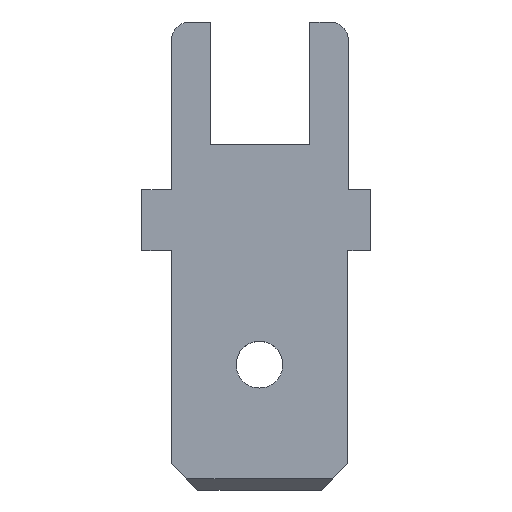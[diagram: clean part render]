
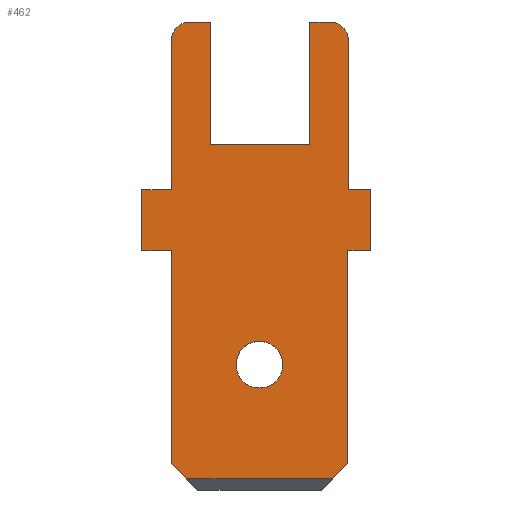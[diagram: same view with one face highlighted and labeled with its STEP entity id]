
A CAD part, top view. The second image highlights one B-rep face of the part: STEP entity #462.
In plain terms, the highlighted planar face has unit normal (0, 0, 1).
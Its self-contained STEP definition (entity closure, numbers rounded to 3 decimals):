
#18=FACE_BOUND('',#54,.T.);
#20=CIRCLE('',#501,0.65);
#21=CIRCLE('',#502,0.65);
#22=CIRCLE('',#503,0.85);
#29=FACE_OUTER_BOUND('',#53,.T.);
#53=EDGE_LOOP('',(#319,#320,#321,#322,#323,#324,#325,#326,#327,#328,#329,
#330,#331,#332,#333,#334,#335,#336,#337,#338));
#54=EDGE_LOOP('',(#339));
#81=LINE('',#663,#141);
#85=LINE('',#670,#145);
#86=LINE('',#673,#146);
#87=LINE('',#675,#147);
#88=LINE('',#677,#148);
#89=LINE('',#679,#149);
#90=LINE('',#681,#150);
#91=LINE('',#683,#151);
#92=LINE('',#687,#152);
#93=LINE('',#689,#153);
#94=LINE('',#691,#154);
#95=LINE('',#693,#155);
#96=LINE('',#695,#156);
#97=LINE('',#699,#157);
#98=LINE('',#701,#158);
#99=LINE('',#703,#159);
#100=LINE('',#705,#160);
#101=LINE('',#706,#161);
#141=VECTOR('',#538,10.);
#145=VECTOR('',#544,10.);
#146=VECTOR('',#547,10.);
#147=VECTOR('',#548,10.);
#148=VECTOR('',#549,10.);
#149=VECTOR('',#550,10.);
#150=VECTOR('',#551,10.);
#151=VECTOR('',#552,10.);
#152=VECTOR('',#555,10.);
#153=VECTOR('',#556,10.);
#154=VECTOR('',#557,10.);
#155=VECTOR('',#558,10.);
#156=VECTOR('',#559,10.);
#157=VECTOR('',#562,10.);
#158=VECTOR('',#563,10.);
#159=VECTOR('',#564,10.);
#160=VECTOR('',#565,10.);
#161=VECTOR('',#566,10.);
#200=VERTEX_POINT('',#660);
#201=VERTEX_POINT('',#662);
#203=VERTEX_POINT('',#668);
#204=VERTEX_POINT('',#672);
#205=VERTEX_POINT('',#674);
#206=VERTEX_POINT('',#676);
#207=VERTEX_POINT('',#678);
#208=VERTEX_POINT('',#680);
#209=VERTEX_POINT('',#682);
#210=VERTEX_POINT('',#684);
#211=VERTEX_POINT('',#686);
#212=VERTEX_POINT('',#688);
#213=VERTEX_POINT('',#690);
#214=VERTEX_POINT('',#692);
#215=VERTEX_POINT('',#694);
#216=VERTEX_POINT('',#696);
#217=VERTEX_POINT('',#698);
#218=VERTEX_POINT('',#700);
#219=VERTEX_POINT('',#702);
#220=VERTEX_POINT('',#704);
#221=VERTEX_POINT('',#707);
#245=EDGE_CURVE('',#201,#200,#81,.T.);
#249=EDGE_CURVE('',#203,#200,#85,.T.);
#250=EDGE_CURVE('',#203,#204,#86,.T.);
#251=EDGE_CURVE('',#204,#205,#87,.T.);
#252=EDGE_CURVE('',#205,#206,#88,.T.);
#253=EDGE_CURVE('',#206,#207,#89,.T.);
#254=EDGE_CURVE('',#207,#208,#90,.T.);
#255=EDGE_CURVE('',#208,#209,#91,.T.);
#256=EDGE_CURVE('',#209,#210,#20,.T.);
#257=EDGE_CURVE('',#210,#211,#92,.T.);
#258=EDGE_CURVE('',#211,#212,#93,.T.);
#259=EDGE_CURVE('',#212,#213,#94,.T.);
#260=EDGE_CURVE('',#213,#214,#95,.T.);
#261=EDGE_CURVE('',#214,#215,#96,.T.);
#262=EDGE_CURVE('',#215,#216,#21,.T.);
#263=EDGE_CURVE('',#216,#217,#97,.T.);
#264=EDGE_CURVE('',#217,#218,#98,.T.);
#265=EDGE_CURVE('',#218,#219,#99,.T.);
#266=EDGE_CURVE('',#219,#220,#100,.T.);
#267=EDGE_CURVE('',#220,#201,#101,.T.);
#268=EDGE_CURVE('',#221,#221,#22,.T.);
#319=ORIENTED_EDGE('',*,*,#249,.F.);
#320=ORIENTED_EDGE('',*,*,#250,.T.);
#321=ORIENTED_EDGE('',*,*,#251,.T.);
#322=ORIENTED_EDGE('',*,*,#252,.T.);
#323=ORIENTED_EDGE('',*,*,#253,.T.);
#324=ORIENTED_EDGE('',*,*,#254,.T.);
#325=ORIENTED_EDGE('',*,*,#255,.T.);
#326=ORIENTED_EDGE('',*,*,#256,.T.);
#327=ORIENTED_EDGE('',*,*,#257,.T.);
#328=ORIENTED_EDGE('',*,*,#258,.T.);
#329=ORIENTED_EDGE('',*,*,#259,.T.);
#330=ORIENTED_EDGE('',*,*,#260,.T.);
#331=ORIENTED_EDGE('',*,*,#261,.T.);
#332=ORIENTED_EDGE('',*,*,#262,.T.);
#333=ORIENTED_EDGE('',*,*,#263,.T.);
#334=ORIENTED_EDGE('',*,*,#264,.T.);
#335=ORIENTED_EDGE('',*,*,#265,.T.);
#336=ORIENTED_EDGE('',*,*,#266,.T.);
#337=ORIENTED_EDGE('',*,*,#267,.T.);
#338=ORIENTED_EDGE('',*,*,#245,.T.);
#339=ORIENTED_EDGE('',*,*,#268,.T.);
#441=PLANE('',#500);
#462=ADVANCED_FACE('',(#29,#18),#441,.T.);
#500=AXIS2_PLACEMENT_3D('',#671,#545,#546);
#501=AXIS2_PLACEMENT_3D('',#685,#553,#554);
#502=AXIS2_PLACEMENT_3D('',#697,#560,#561);
#503=AXIS2_PLACEMENT_3D('',#708,#567,#568);
#538=DIRECTION('',(0.707,-0.707,0.));
#544=DIRECTION('',(-1.,0.,0.));
#545=DIRECTION('center_axis',(0.,0.,1.));
#546=DIRECTION('ref_axis',(1.,0.,0.));
#547=DIRECTION('',(0.707,0.707,0.));
#548=DIRECTION('',(0.,1.,0.));
#549=DIRECTION('',(1.,0.,0.));
#550=DIRECTION('',(0.,1.,0.));
#551=DIRECTION('',(-1.,0.,0.));
#552=DIRECTION('',(0.,1.,0.));
#553=DIRECTION('center_axis',(0.,0.,1.));
#554=DIRECTION('ref_axis',(1.,0.,0.));
#555=DIRECTION('',(-1.,0.,0.));
#556=DIRECTION('',(0.,-1.,0.));
#557=DIRECTION('',(-1.,0.,0.));
#558=DIRECTION('',(0.,1.,0.));
#559=DIRECTION('',(-1.,0.,0.));
#560=DIRECTION('center_axis',(0.,0.,1.));
#561=DIRECTION('ref_axis',(0.,1.,0.));
#562=DIRECTION('',(0.,-1.,0.));
#563=DIRECTION('',(-1.,0.,0.));
#564=DIRECTION('',(0.,-1.,0.));
#565=DIRECTION('',(1.,0.,0.));
#566=DIRECTION('',(0.,-1.,0.));
#567=DIRECTION('center_axis',(0.,0.,-1.));
#568=DIRECTION('ref_axis',(1.,0.,0.));
#660=CARTESIAN_POINT('',(-5.362,-7.145,0.8));
#662=CARTESIAN_POINT('',(-5.912,-6.595,0.8));
#663=CARTESIAN_POINT('',(-5.912,-6.595,0.8));
#668=CARTESIAN_POINT('',(-0.062,-7.145,0.8));
#670=CARTESIAN_POINT('',(-3.906,-7.145,0.8));
#671=CARTESIAN_POINT('Origin',(-2.85,0.952,0.8));
#672=CARTESIAN_POINT('',(0.488,-6.595,0.8));
#673=CARTESIAN_POINT('',(-0.462,-7.545,0.8));
#674=CARTESIAN_POINT('',(0.488,1.149,0.8));
#675=CARTESIAN_POINT('',(0.488,-6.5,0.8));
#676=CARTESIAN_POINT('',(1.3,1.149,0.8));
#677=CARTESIAN_POINT('',(1.3,1.149,0.8));
#678=CARTESIAN_POINT('',(1.3,3.349,0.8));
#679=CARTESIAN_POINT('',(1.3,3.349,0.8));
#680=CARTESIAN_POINT('',(0.5,3.349,0.8));
#681=CARTESIAN_POINT('',(0.5,3.349,0.8));
#682=CARTESIAN_POINT('',(0.5,8.799,0.8));
#683=CARTESIAN_POINT('',(0.5,8.799,0.8));
#684=CARTESIAN_POINT('',(-0.15,9.449,0.8));
#685=CARTESIAN_POINT('Origin',(-0.15,8.799,0.8));
#686=CARTESIAN_POINT('',(-0.9,9.449,0.8));
#687=CARTESIAN_POINT('',(-0.9,9.449,0.8));
#688=CARTESIAN_POINT('',(-0.9,5.,0.8));
#689=CARTESIAN_POINT('',(-0.9,5.,0.8));
#690=CARTESIAN_POINT('',(-4.5,5.,0.8));
#691=CARTESIAN_POINT('',(-4.5,5.,0.8));
#692=CARTESIAN_POINT('',(-4.5,9.449,0.8));
#693=CARTESIAN_POINT('',(-4.5,9.449,0.8));
#694=CARTESIAN_POINT('',(-5.264,9.449,0.8));
#695=CARTESIAN_POINT('',(-5.264,9.449,0.8));
#696=CARTESIAN_POINT('',(-5.914,8.799,0.8));
#697=CARTESIAN_POINT('Origin',(-5.264,8.799,0.8));
#698=CARTESIAN_POINT('',(-5.914,3.349,0.8));
#699=CARTESIAN_POINT('',(-5.914,3.349,0.8));
#700=CARTESIAN_POINT('',(-7.,3.349,0.8));
#701=CARTESIAN_POINT('',(-7.,3.349,0.8));
#702=CARTESIAN_POINT('',(-7.,1.149,0.8));
#703=CARTESIAN_POINT('',(-7.,1.149,0.8));
#704=CARTESIAN_POINT('',(-5.912,1.149,0.8));
#705=CARTESIAN_POINT('',(-5.912,1.149,0.8));
#706=CARTESIAN_POINT('',(-5.912,-6.595,0.8));
#707=CARTESIAN_POINT('',(-3.575,-2.995,0.8));
#708=CARTESIAN_POINT('Origin',(-2.725,-2.995,0.8));
